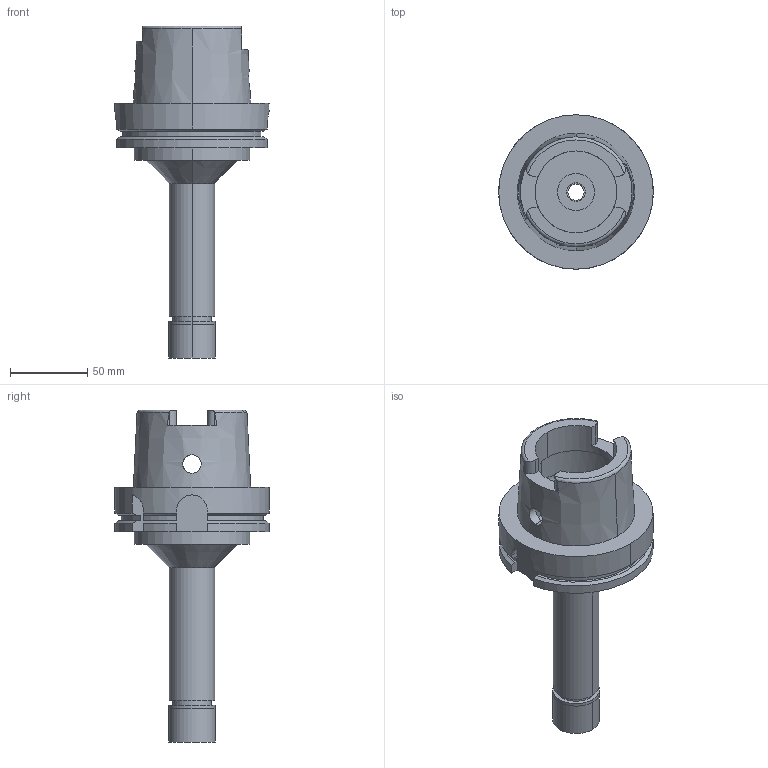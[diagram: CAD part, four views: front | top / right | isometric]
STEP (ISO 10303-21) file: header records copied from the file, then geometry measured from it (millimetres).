
FILE_DESCRIPTION (( 'STEP AP203' ), '1' );
FILE_NAME ('HSK-A100-MEGA10N-165.stp', '2019-07-03T14:31:22', ( '' ), ( '' ), 'SwSTEP 2.0', 'SolidWorks 2019', '' );
FILE_SCHEMA (( 'CONFIG_CONTROL_DESIGN' ));
Length unit declared in the file: millimetre
Products named in the file (7): HA100MN10165-100_ASM.stp; HSK-A100-MEGA10N-165-100-FreeParts; HSK-A100-MEGA10N-165; HSK-A100-MEGA10N-165-100.stp; DXF_TEMP_ASSY_ASM_4_ASM.stp; HSK-A100-MEGA10N-165_1.stp; MGN10_1.stp
Assembly tree (5 placements, depth 5):
  HSK-A100-MEGA10N-165-100-FreeParts
  HSK-A100-MEGA10N-165
    HSK-A100-MEGA10N-165-100.stp
      HA100MN10165-100_ASM.stp
        DXF_TEMP_ASSY_ASM_4_ASM.stp
          HSK-A100-MEGA10N-165_1.stp
          MGN10_1.stp
Bounding box: 100 x 100 x 215 mm (x, y, z)
Volume: 374458.3 mm3; surface area: 71346.3 mm2
Topology: 2 solids, 2 shells, 124 faces, 309 edges, 200 vertices
Faces by surface type: cylinder 58, plane 44, cone 18, torus 4
Entity records: 5529 total; most frequent: CARTESIAN_POINT 1794, DIRECTION 676, ORIENTED_EDGE 618, EDGE_CURVE 309, AXIS2_PLACEMENT_3D 273, VERTEX_POINT 200, EDGE_LOOP 143, CIRCLE 138
